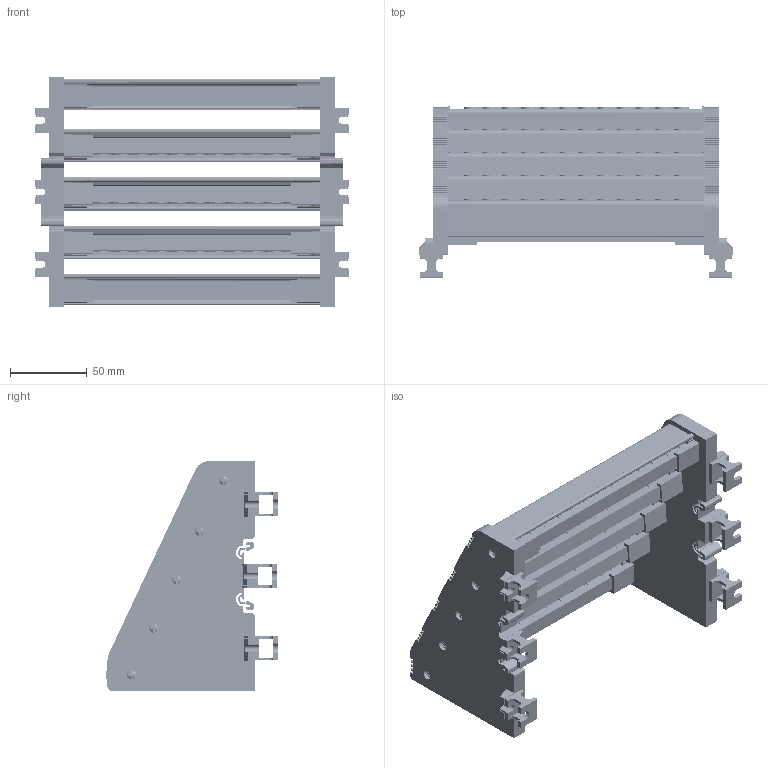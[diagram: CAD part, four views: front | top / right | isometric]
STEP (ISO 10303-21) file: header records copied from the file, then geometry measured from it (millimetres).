
FILE_DESCRIPTION (( 'STEP AP203' ), '1' );
FILE_NAME ('10x15 Beþ Kutuplu Daðýtýcý Ünite -12 Delikli Yükseltici ayak.STEP', '2020-05-12T13:21:41', ( '' ), ( '' ), 'SwSTEP 2.0', 'SolidWorks 2011', '' );
FILE_SCHEMA (( 'CONFIG_CONTROL_DESIGN' ));
Length unit declared in the file: millimetre
Products named in the file (1): 10x15 Beþ Kutuplu Daðýtýcý Ünite -12 Delikli Yükseltici ayak
Bounding box: 205 x 111.66 x 150 mm (x, y, z)
Volume: 406817 mm3; surface area: 220995.7 mm2
Topology: 1 solids, 1 shells, 5392 faces, 14832 edges, 9611 vertices
Faces by surface type: plane 2687, cylinder 1390, bspline 895, cone 420
Entity records: 233359 total; most frequent: CARTESIAN_POINT 110569, ORIENTED_EDGE 29654, DIRECTION 19260, EDGE_CURVE 14827, VERTEX_POINT 9611, LINE 7374, VECTOR 7374, AXIS2_PLACEMENT_3D 5943
